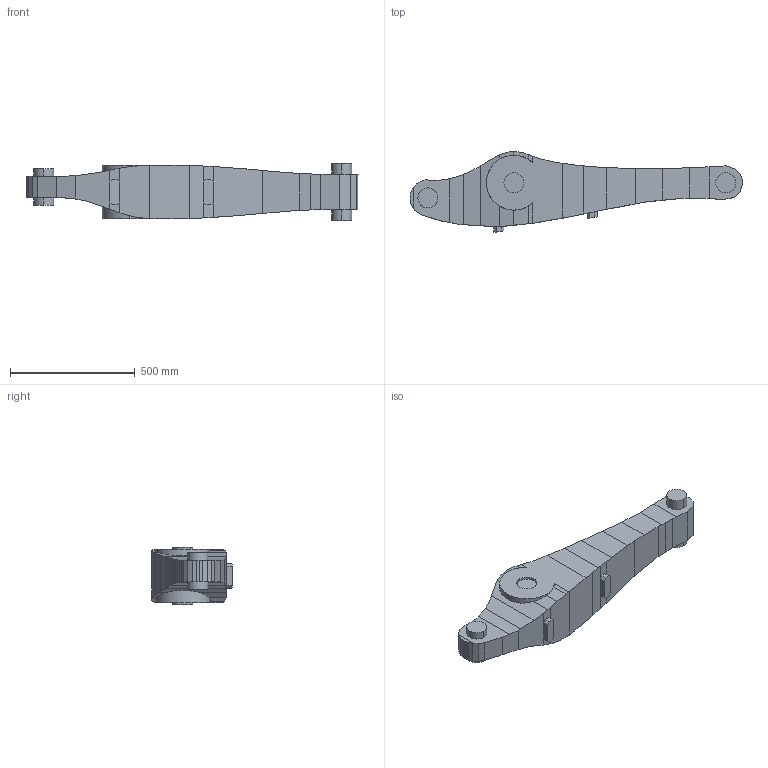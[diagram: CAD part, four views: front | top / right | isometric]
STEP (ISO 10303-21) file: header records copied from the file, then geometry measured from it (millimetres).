
FILE_DESCRIPTION (( 'STEP AP203' ), '1' );
FILE_NAME ('Part9_Default_sldprt.STEP', '2023-04-30T16:36:31', ( '' ), ( '' ), 'SwSTEP 2.0', 'SolidWorks 2021', '' );
FILE_SCHEMA (( 'CONFIG_CONTROL_DESIGN' ));
Length unit declared in the file: millimetre
Products named in the file (1): Part9_Default_sldprt
Bounding box: 1331.58 x 323.8 x 230 mm (x, y, z)
Volume: 41637999.3 mm3; surface area: 1010060.5 mm2
Topology: 1 solids, 1 shells, 138 faces, 382 edges, 252 vertices
Faces by surface type: plane 121, cylinder 17
Entity records: 4406 total; most frequent: CARTESIAN_POINT 836, ORIENTED_EDGE 764, DIRECTION 666, EDGE_CURVE 382, VECTOR 334, LINE 334, VERTEX_POINT 252, AXIS2_PLACEMENT_3D 166
